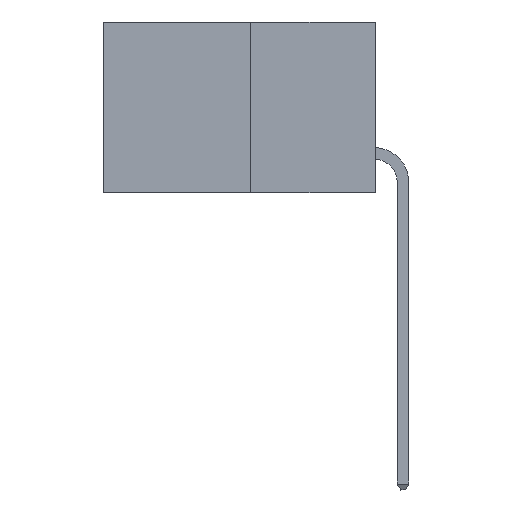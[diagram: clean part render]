
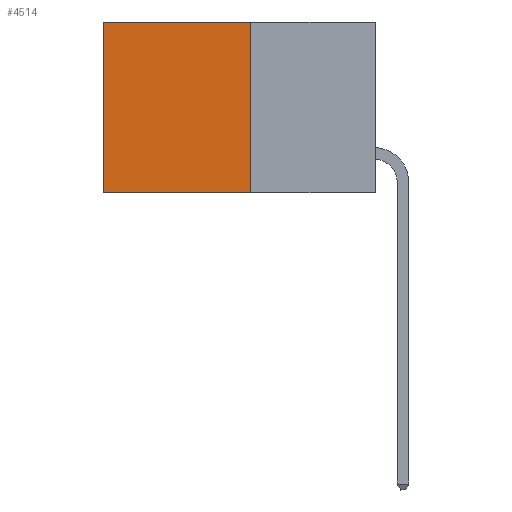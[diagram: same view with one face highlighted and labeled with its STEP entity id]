
A CAD part, left-side view. The second image highlights one B-rep face of the part: STEP entity #4514.
In plain terms, the highlighted planar face has unit normal (-1, 0, 0).
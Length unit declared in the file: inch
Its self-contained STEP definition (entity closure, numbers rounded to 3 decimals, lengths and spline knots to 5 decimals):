
#722 = DIRECTION ( 'NONE',  ( 0., 1., 0. ) ) ;
#766 = PLANE ( 'NONE',  #6854 ) ;
#1137 = FACE_OUTER_BOUND ( 'NONE', #2064, .T. ) ;
#1364 = LINE ( 'NONE', #1754, #3427 ) ;
#1754 = CARTESIAN_POINT ( 'NONE',  ( 0.277, 0.27, -0.37 ) ) ;
#2064 = EDGE_LOOP ( 'NONE', ( #6228, #4898, #4282, #9811 ) ) ;
#2784 = DIRECTION ( 'NONE',  ( 0., 0., -1. ) ) ;
#3130 = EDGE_CURVE ( 'NONE', #6653, #5838, #1364, .T. ) ;
#3427 = VECTOR ( 'NONE', #722, 39.37008 ) ;
#3613 = CARTESIAN_POINT ( 'NONE',  ( 0.277, 0.27, -0.37 ) ) ;
#3664 = LINE ( 'NONE', #4624, #10465 ) ;
#4091 = DIRECTION ( 'NONE',  ( 0., 0., -1. ) ) ;
#4282 = ORIENTED_EDGE ( 'NONE', *, *, #4697, .F. ) ;
#4514 = ADVANCED_FACE ( 'NONE', ( #1137 ), #766, .F. ) ;
#4575 = CARTESIAN_POINT ( 'NONE',  ( 0.277, 0.59, -0.37 ) ) ;
#4624 = CARTESIAN_POINT ( 'NONE',  ( 0.277, 0.27, -0.37 ) ) ;
#4697 = EDGE_CURVE ( 'NONE', #8599, #6653, #3664, .T. ) ;
#4898 = ORIENTED_EDGE ( 'NONE', *, *, #3130, .F. ) ;
#5383 = EDGE_CURVE ( 'NONE', #8599, #9849, #11879, .T. ) ;
#5838 = VERTEX_POINT ( 'NONE', #6158 ) ;
#6158 = CARTESIAN_POINT ( 'NONE',  ( 0.277, 0.59, -0.37 ) ) ;
#6228 = ORIENTED_EDGE ( 'NONE', *, *, #12126, .T. ) ;
#6342 = DIRECTION ( 'NONE',  ( 0., 1., 0. ) ) ;
#6408 = CARTESIAN_POINT ( 'NONE',  ( 0.277, 0.27, -0.37 ) ) ;
#6653 = VERTEX_POINT ( 'NONE', #3613 ) ;
#6854 = AXIS2_PLACEMENT_3D ( 'NONE', #6408, #7707, #2784 ) ;
#7436 = DIRECTION ( 'NONE',  ( 0., 0., -1. ) ) ;
#7707 = DIRECTION ( 'NONE',  ( 1., 0., 0. ) ) ;
#7813 = CARTESIAN_POINT ( 'NONE',  ( 0.277, 0.27, 0. ) ) ;
#8599 = VERTEX_POINT ( 'NONE', #11504 ) ;
#9266 = CARTESIAN_POINT ( 'NONE',  ( 0.277, 0.59, 0. ) ) ;
#9300 = VECTOR ( 'NONE', #6342, 39.37008 ) ;
#9811 = ORIENTED_EDGE ( 'NONE', *, *, #5383, .T. ) ;
#9849 = VERTEX_POINT ( 'NONE', #9266 ) ;
#10260 = LINE ( 'NONE', #4575, #11988 ) ;
#10465 = VECTOR ( 'NONE', #4091, 39.37008 ) ;
#11504 = CARTESIAN_POINT ( 'NONE',  ( 0.277, 0.27, 0. ) ) ;
#11879 = LINE ( 'NONE', #7813, #9300 ) ;
#11988 = VECTOR ( 'NONE', #7436, 39.37008 ) ;
#12126 = EDGE_CURVE ( 'NONE', #9849, #5838, #10260, .T. ) ;
